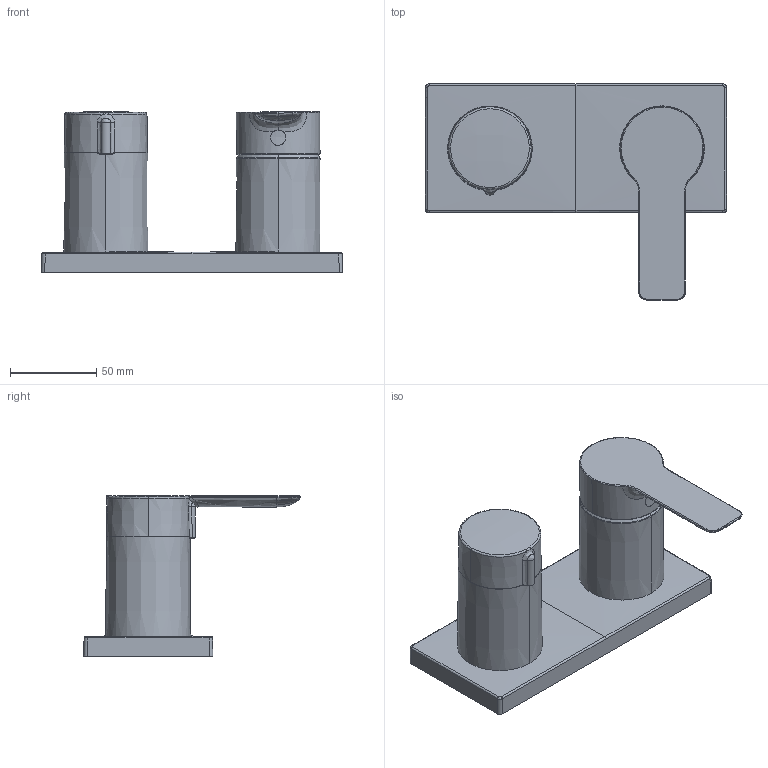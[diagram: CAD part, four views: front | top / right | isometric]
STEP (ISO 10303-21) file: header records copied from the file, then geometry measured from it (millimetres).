
FILE_DESCRIPTION (( 'STEP AP203' ), '1' );
FILE_NAME ('44559583(2020).STEP', '2020-02-18T08:41:55', ( '' ), ( '' ), 'SwSTEP 2.0', 'SolidWorks 2016', '' );
FILE_SCHEMA (( 'CONFIG_CONTROL_DESIGN' ));
Length unit declared in the file: millimetre
Products named in the file (1): 44559583(2020)
Bounding box: 175 x 125.79 x 93.24 mm (x, y, z)
Volume: 465868 mm3; surface area: 60274.5 mm2
Topology: 1 solids, 1 shells, 89 faces, 207 edges, 120 vertices
Faces by surface type: bspline 61, cylinder 9, plane 8, cone 7, torus 2, sphere 2
Entity records: 6804 total; most frequent: CARTESIAN_POINT 5145, ORIENTED_EDGE 408, EDGE_CURVE 204, DIRECTION 199, VERTEX_POINT 120, B_SPLINE_CURVE_WITH_KNOTS 113, EDGE_LOOP 92, FACE_OUTER_BOUND 89
